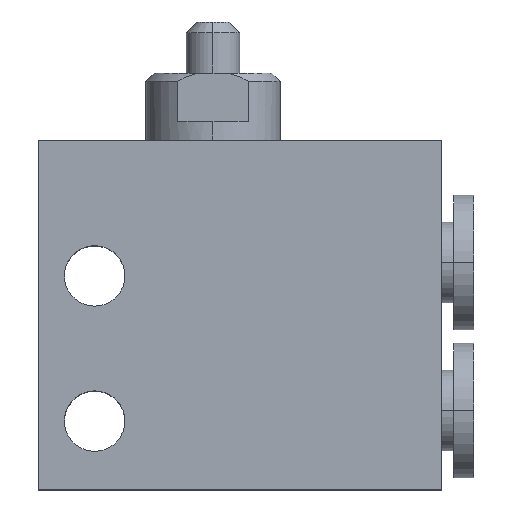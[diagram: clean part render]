
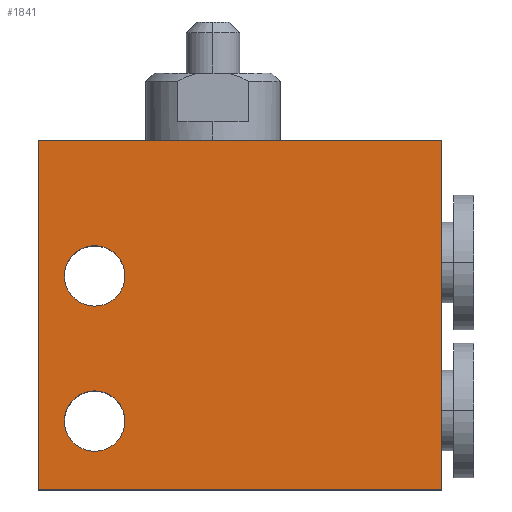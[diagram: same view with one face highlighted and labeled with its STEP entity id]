
A CAD part, top view. The second image highlights one B-rep face of the part: STEP entity #1841.
In plain terms, the highlighted planar face has unit normal (0, 0, 1).
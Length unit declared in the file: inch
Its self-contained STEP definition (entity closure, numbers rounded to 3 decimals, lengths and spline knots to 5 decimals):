
#41 = FACE_OUTER_BOUND ( 'NONE', #1700, .T. ) ;
#128 = VECTOR ( 'NONE', #543, 39.37008 ) ;
#146 = AXIS2_PLACEMENT_3D ( 'NONE', #2205, #1024, #1598 ) ;
#155 = CARTESIAN_POINT ( 'NONE',  ( -0.43504, -0.39764, 0.29528 ) ) ;
#180 = CARTESIAN_POINT ( 'NONE',  ( 0., 0., 0.29528 ) ) ;
#214 = CARTESIAN_POINT ( 'NONE',  ( -0.43504, -0.82283, 0.29528 ) ) ;
#279 = CIRCLE ( 'NONE', #146, 0.08858 ) ;
#322 = EDGE_CURVE ( 'NONE', #1620, #1059, #279, .T. ) ;
#410 = CARTESIAN_POINT ( 'NONE',  ( 0.66929, 0., 0.29528 ) ) ;
#543 = DIRECTION ( 'NONE',  ( -1., 0., 0. ) ) ;
#553 = ORIENTED_EDGE ( 'NONE', *, *, #1540, .T. ) ;
#762 = EDGE_CURVE ( 'NONE', #2541, #2366, #1071, .T. ) ;
#783 = LINE ( 'NONE', #180, #128 ) ;
#800 = VERTEX_POINT ( 'NONE', #214 ) ;
#803 = ORIENTED_EDGE ( 'NONE', *, *, #762, .T. ) ;
#852 = DIRECTION ( 'NONE',  ( 1., 0., 0. ) ) ;
#861 = CARTESIAN_POINT ( 'NONE',  ( -0.25787, -0.82283, 0.29528 ) ) ;
#895 = ORIENTED_EDGE ( 'NONE', *, *, #1043, .T. ) ;
#906 = CIRCLE ( 'NONE', #2460, 0.08858 ) ;
#922 = CARTESIAN_POINT ( 'NONE',  ( -0.34646, -0.82283, 0.29528 ) ) ;
#993 = VERTEX_POINT ( 'NONE', #861 ) ;
#1024 = DIRECTION ( 'NONE',  ( 0., 0., -1. ) ) ;
#1043 = EDGE_CURVE ( 'NONE', #1059, #1620, #1779, .T. ) ;
#1059 = VERTEX_POINT ( 'NONE', #1339 ) ;
#1069 = DIRECTION ( 'NONE',  ( 1., 0., 0. ) ) ;
#1071 = LINE ( 'NONE', #410, #2280 ) ;
#1110 = LINE ( 'NONE', #2566, #1665 ) ;
#1152 = VERTEX_POINT ( 'NONE', #1272 ) ;
#1194 = DIRECTION ( 'NONE',  ( 0., 1., 0. ) ) ;
#1215 = AXIS2_PLACEMENT_3D ( 'NONE', #1535, #1891, #1310 ) ;
#1268 = EDGE_CURVE ( 'NONE', #1152, #2453, #1800, .T. ) ;
#1272 = CARTESIAN_POINT ( 'NONE',  ( -0.51181, 0., 0.29528 ) ) ;
#1281 = EDGE_LOOP ( 'NONE', ( #2290, #2045 ) ) ;
#1310 = DIRECTION ( 'NONE',  ( 1., 0., 0. ) ) ;
#1335 = CARTESIAN_POINT ( 'NONE',  ( -0.51181, -1.02362, 0.29528 ) ) ;
#1339 = CARTESIAN_POINT ( 'NONE',  ( -0.25787, -0.39764, 0.29528 ) ) ;
#1349 = VECTOR ( 'NONE', #2056, 39.37008 ) ;
#1375 = EDGE_CURVE ( 'NONE', #993, #800, #906, .T. ) ;
#1393 = DIRECTION ( 'NONE',  ( 1., 0., 0. ) ) ;
#1433 = CARTESIAN_POINT ( 'NONE',  ( 0.66929, 0., 0.29528 ) ) ;
#1476 = CARTESIAN_POINT ( 'NONE',  ( -0.34646, -0.39764, 0.29528 ) ) ;
#1481 = DIRECTION ( 'NONE',  ( 0., 0., -1. ) ) ;
#1535 = CARTESIAN_POINT ( 'NONE',  ( -0.34646, -0.82283, 0.29528 ) ) ;
#1540 = EDGE_CURVE ( 'NONE', #2366, #1152, #783, .T. ) ;
#1551 = ORIENTED_EDGE ( 'NONE', *, *, #1268, .T. ) ;
#1598 = DIRECTION ( 'NONE',  ( 1., 0., 0. ) ) ;
#1620 = VERTEX_POINT ( 'NONE', #155 ) ;
#1665 = VECTOR ( 'NONE', #1393, 39.37008 ) ;
#1682 = CARTESIAN_POINT ( 'NONE',  ( 0.66929, -1.02362, 0.29528 ) ) ;
#1683 = CARTESIAN_POINT ( 'NONE',  ( 0., 0., 0.29528 ) ) ;
#1700 = EDGE_LOOP ( 'NONE', ( #803, #553, #1551, #2550 ) ) ;
#1779 = CIRCLE ( 'NONE', #2573, 0.08858 ) ;
#1800 = LINE ( 'NONE', #2496, #1349 ) ;
#1841 = ADVANCED_FACE ( 'NONE', ( #41, #2219, #1995 ), #1864, .T. ) ;
#1864 = PLANE ( 'NONE',  #2367 ) ;
#1888 = EDGE_LOOP ( 'NONE', ( #895, #2390 ) ) ;
#1891 = DIRECTION ( 'NONE',  ( 0., 0., -1. ) ) ;
#1892 = DIRECTION ( 'NONE',  ( 0., 0., -1. ) ) ;
#1995 = FACE_BOUND ( 'NONE', #1281, .T. ) ;
#2016 = EDGE_CURVE ( 'NONE', #800, #993, #2437, .T. ) ;
#2045 = ORIENTED_EDGE ( 'NONE', *, *, #2016, .T. ) ;
#2056 = DIRECTION ( 'NONE',  ( 0., -1., 0. ) ) ;
#2203 = EDGE_CURVE ( 'NONE', #2453, #2541, #1110, .T. ) ;
#2205 = CARTESIAN_POINT ( 'NONE',  ( -0.34646, -0.39764, 0.29528 ) ) ;
#2219 = FACE_BOUND ( 'NONE', #1888, .T. ) ;
#2270 = DIRECTION ( 'NONE',  ( 0., 0., 1. ) ) ;
#2280 = VECTOR ( 'NONE', #1194, 39.37008 ) ;
#2290 = ORIENTED_EDGE ( 'NONE', *, *, #1375, .T. ) ;
#2366 = VERTEX_POINT ( 'NONE', #1433 ) ;
#2367 = AXIS2_PLACEMENT_3D ( 'NONE', #1683, #2270, #1069 ) ;
#2390 = ORIENTED_EDGE ( 'NONE', *, *, #322, .T. ) ;
#2437 = CIRCLE ( 'NONE', #1215, 0.08858 ) ;
#2453 = VERTEX_POINT ( 'NONE', #1335 ) ;
#2460 = AXIS2_PLACEMENT_3D ( 'NONE', #922, #1892, #2537 ) ;
#2496 = CARTESIAN_POINT ( 'NONE',  ( -0.51181, 0., 0.29528 ) ) ;
#2537 = DIRECTION ( 'NONE',  ( 1., 0., 0. ) ) ;
#2541 = VERTEX_POINT ( 'NONE', #1682 ) ;
#2550 = ORIENTED_EDGE ( 'NONE', *, *, #2203, .T. ) ;
#2566 = CARTESIAN_POINT ( 'NONE',  ( 0., -1.02362, 0.29528 ) ) ;
#2573 = AXIS2_PLACEMENT_3D ( 'NONE', #1476, #1481, #852 ) ;
